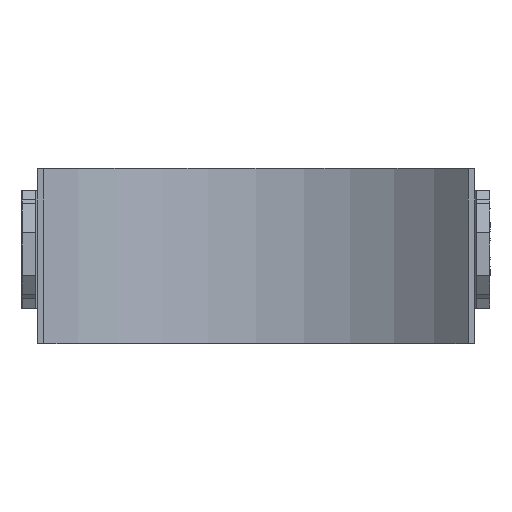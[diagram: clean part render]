
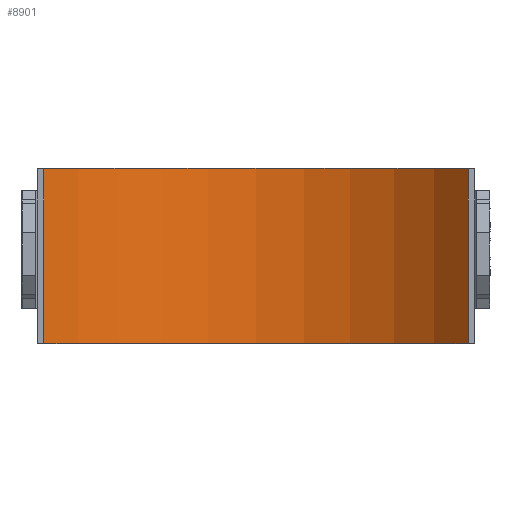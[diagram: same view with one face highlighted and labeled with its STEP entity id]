
A CAD part, front view. The second image highlights one B-rep face of the part: STEP entity #8901.
In plain terms, the highlighted cylindrical face has radius 64.5 mm (diameter 129 mm), a partial arc.
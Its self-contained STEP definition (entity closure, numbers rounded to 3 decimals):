
#204 = ORIENTED_EDGE ( 'NONE', *, *, #529, .F. ) ;
#399 = CARTESIAN_POINT ( 'NONE',  ( 0., -64.5, -20. ) ) ;
#529 = EDGE_CURVE ( 'NONE', #2675, #8475, #9781, .T. ) ;
#825 = CIRCLE ( 'NONE', #2561, 64.5 ) ;
#1018 = CARTESIAN_POINT ( 'NONE',  ( 48.518, -22., 20. ) ) ;
#1410 = CARTESIAN_POINT ( 'NONE',  ( -48.518, -22., 20. ) ) ;
#2003 = FACE_OUTER_BOUND ( 'NONE', #3236, .T. ) ;
#2561 = AXIS2_PLACEMENT_3D ( 'NONE', #399, #6859, #10533 ) ;
#2590 = DIRECTION ( 'NONE',  ( 0., 0., -1. ) ) ;
#2675 = VERTEX_POINT ( 'NONE', #1018 ) ;
#2713 = ORIENTED_EDGE ( 'NONE', *, *, #2982, .T. ) ;
#2762 = DIRECTION ( 'NONE',  ( 1., 0., 0. ) ) ;
#2902 = VECTOR ( 'NONE', #3078, 1000. ) ;
#2982 = EDGE_CURVE ( 'NONE', #5841, #3788, #7721, .T. ) ;
#3078 = DIRECTION ( 'NONE',  ( 0., 0., -1. ) ) ;
#3236 = EDGE_LOOP ( 'NONE', ( #8255, #204, #3246, #2713 ) ) ;
#3246 = ORIENTED_EDGE ( 'NONE', *, *, #4170, .F. ) ;
#3444 = DIRECTION ( 'NONE',  ( 0., 0., -1. ) ) ;
#3788 = VERTEX_POINT ( 'NONE', #10031 ) ;
#3896 = CARTESIAN_POINT ( 'NONE',  ( 48.518, -22., -20. ) ) ;
#4170 = EDGE_CURVE ( 'NONE', #5841, #2675, #11613, .T. ) ;
#4437 = AXIS2_PLACEMENT_3D ( 'NONE', #10287, #6692, #7521 ) ;
#5011 = CARTESIAN_POINT ( 'NONE',  ( -48.518, -22., 20. ) ) ;
#5841 = VERTEX_POINT ( 'NONE', #1410 ) ;
#6692 = DIRECTION ( 'NONE',  ( 0., 0., -1. ) ) ;
#6859 = DIRECTION ( 'NONE',  ( 0., 0., -1. ) ) ;
#7280 = CARTESIAN_POINT ( 'NONE',  ( 0., -64.5, 20. ) ) ;
#7521 = DIRECTION ( 'NONE',  ( -1., 0., 0. ) ) ;
#7548 = AXIS2_PLACEMENT_3D ( 'NONE', #7280, #2590, #2762 ) ;
#7562 = VECTOR ( 'NONE', #3444, 1000. ) ;
#7721 = LINE ( 'NONE', #5011, #2902 ) ;
#8255 = ORIENTED_EDGE ( 'NONE', *, *, #11219, .T. ) ;
#8475 = VERTEX_POINT ( 'NONE', #3896 ) ;
#8901 = ADVANCED_FACE ( 'NONE', ( #2003 ), #10414, .F. ) ;
#9781 = LINE ( 'NONE', #9836, #7562 ) ;
#9836 = CARTESIAN_POINT ( 'NONE',  ( 48.518, -22., 20. ) ) ;
#10031 = CARTESIAN_POINT ( 'NONE',  ( -48.518, -22., -20. ) ) ;
#10287 = CARTESIAN_POINT ( 'NONE',  ( 0., -64.5, 20. ) ) ;
#10414 = CYLINDRICAL_SURFACE ( 'NONE', #4437, 64.5 ) ;
#10533 = DIRECTION ( 'NONE',  ( 1., 0., 0. ) ) ;
#11219 = EDGE_CURVE ( 'NONE', #3788, #8475, #825, .T. ) ;
#11613 = CIRCLE ( 'NONE', #7548, 64.5 ) ;
